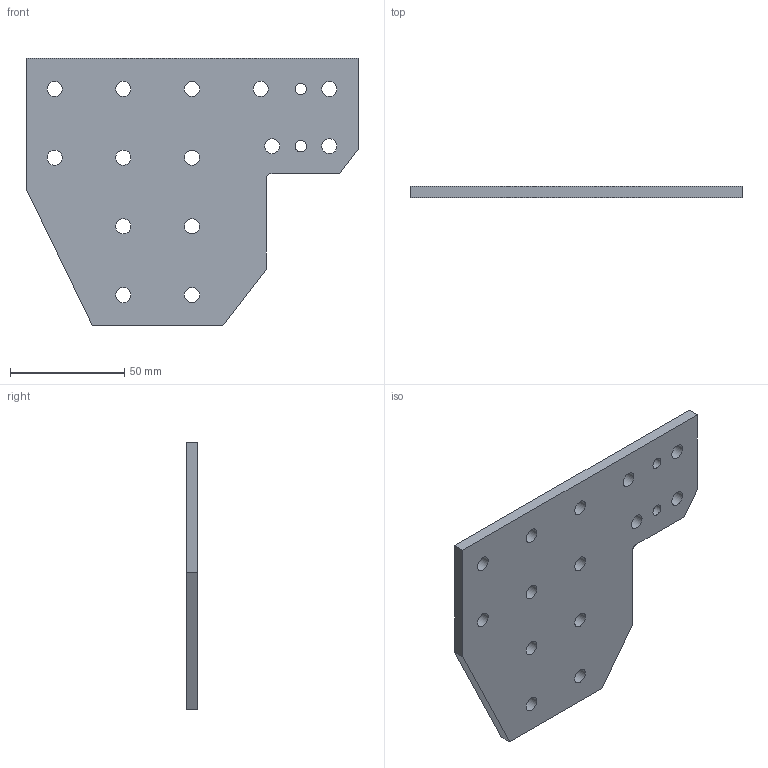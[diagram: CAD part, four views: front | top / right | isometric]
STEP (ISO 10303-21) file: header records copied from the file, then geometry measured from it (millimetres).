
FILE_DESCRIPTION(/* description */ (''),/* implementation_level */ '2;1');
FILE_NAME(/* name */ 'UpperJoiningPlate-60Series.stp',/* time_stamp */ '2018-09-22T21:05:34-04:00',/* author */ ('Justine Haupt'),/* organization */ (''),/* preprocessor_version */ 'ST-DEVELOPER v15.6',/* originating_system */ 'Autodesk Inventor 2015',/* authorisation */ '');
FILE_SCHEMA (('AUTOMOTIVE_DESIGN { 1 0 10303 214 3 1 1 }'));
Length unit declared in the file: millimetre
Products named in the file (1): UpperJoiningPlate-60Series
Bounding box: 145 x 5 x 117 mm (x, y, z)
Volume: 63205.5 mm3; surface area: 29302.6 mm2
Topology: 1 solids, 1 shells, 28 faces, 94 edges, 68 vertices
Faces by surface type: cylinder 17, plane 11
Full cylindrical faces by diameter (mm): 4.917 x2, 6.6 x14
Entity records: 924 total; most frequent: DIRECTION 154, CARTESIAN_POINT 143, ORIENTED_EDGE 124, EDGE_LOOP 76, AXIS2_PLACEMENT_3D 63, EDGE_CURVE 62, VERTEX_POINT 52, FACE_BOUND 48
